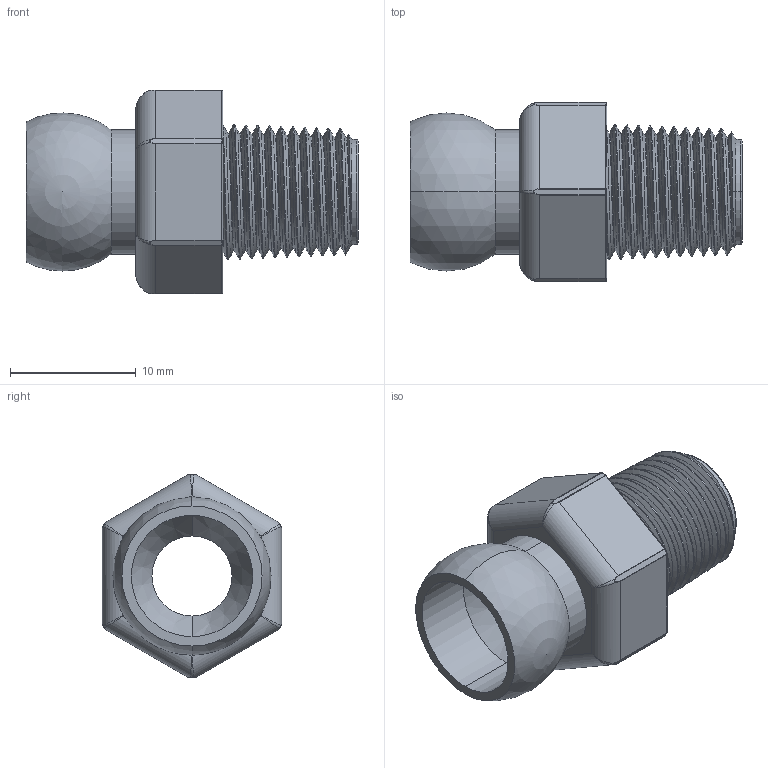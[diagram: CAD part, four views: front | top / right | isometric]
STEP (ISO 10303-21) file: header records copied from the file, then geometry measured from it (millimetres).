
FILE_DESCRIPTION (( 'STEP AP203' ), '1' );
FILE_NAME ('1-4 x1-8 NPT.STEP', '2005-02-04T22:34:35', ( 'mark lockwood' ), ( 'lockwood products inc.' ), 'SwSTEP 2.0', 'SolidWorks 2004146', '' );
FILE_SCHEMA (( 'CONFIG_CONTROL_DESIGN' ));
Length unit declared in the file: inch
Products named in the file (1): 1-4 x1-8 NPT
Bounding box: 26.42 x 14.27 x 16.21 mm (x, y, z)
Volume: 1797.1 mm3; surface area: 2068.1 mm2
Topology: 1 solids, 1 shells, 104 faces, 249 edges, 141 vertices
Faces by surface type: bspline 42, cylinder 38, plane 16, cone 4, sphere 2, torus 2
Entity records: 11453 total; most frequent: CARTESIAN_POINT 9367, ORIENTED_EDGE 476, DIRECTION 342, EDGE_CURVE 238, VERTEX_POINT 138, AXIS2_PLACEMENT_3D 135, EDGE_LOOP 108, ADVANCED_FACE 104
